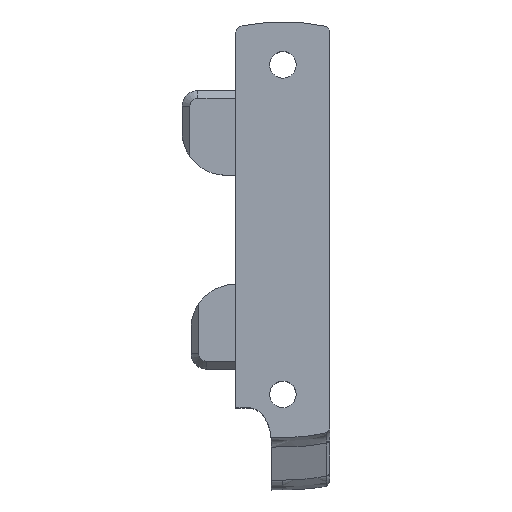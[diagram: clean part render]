
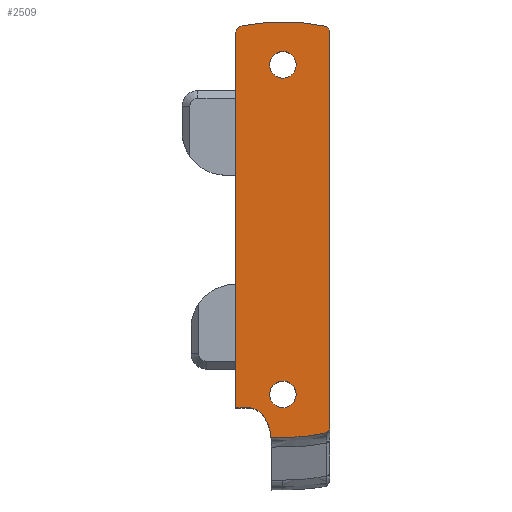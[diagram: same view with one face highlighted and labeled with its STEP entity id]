
A CAD part, top view. The second image highlights one B-rep face of the part: STEP entity #2509.
In plain terms, the highlighted planar face has unit normal (0, 0, 1).
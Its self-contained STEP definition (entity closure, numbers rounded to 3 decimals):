
#46=FACE_BOUND('',#383,.T.);
#47=FACE_BOUND('',#384,.T.);
#130=PLANE('',#2729);
#233=FACE_OUTER_BOUND('',#382,.T.);
#382=EDGE_LOOP('',(#2025,#2026,#2027,#2028,#2029,#2030,#2031,#2032,#2033,
#2034,#2035));
#383=EDGE_LOOP('',(#2036));
#384=EDGE_LOOP('',(#2037));
#487=CIRCLE('',#2665,5.);
#493=CIRCLE('',#2673,5.);
#500=CIRCLE('',#2683,2.5);
#501=CIRCLE('',#2687,26.5);
#513=CIRCLE('',#2730,26.5);
#514=CIRCLE('',#2731,1.);
#515=CIRCLE('',#2732,1.7);
#516=CIRCLE('',#2733,1.7);
#590=LINE('',#3663,#823);
#663=LINE('',#4068,#896);
#666=LINE('',#4081,#899);
#702=LINE('',#4551,#935);
#703=LINE('',#4553,#936);
#823=VECTOR('',#2933,10.);
#896=VECTOR('',#3146,10.);
#899=VECTOR('',#3163,10.);
#935=VECTOR('',#3237,10.);
#936=VECTOR('',#3238,10.);
#1080=VERTEX_POINT('',#3660);
#1081=VERTEX_POINT('',#3662);
#1134=VERTEX_POINT('',#3815);
#1135=VERTEX_POINT('',#3817);
#1149=VERTEX_POINT('',#3907);
#1163=VERTEX_POINT('',#3962);
#1169=VERTEX_POINT('',#4012);
#1181=VERTEX_POINT('',#4080);
#1212=VERTEX_POINT('',#4550);
#1213=VERTEX_POINT('',#4552);
#1214=VERTEX_POINT('',#4554);
#1215=VERTEX_POINT('',#4557);
#1216=VERTEX_POINT('',#4559);
#1325=EDGE_CURVE('',#1081,#1080,#590,.T.);
#1394=EDGE_CURVE('',#1135,#1134,#487,.F.);
#1410=EDGE_CURVE('',#1135,#1149,#493,.T.);
#1427=EDGE_CURVE('',#1149,#1163,#500,.T.);
#1436=EDGE_CURVE('',#1134,#1169,#501,.T.);
#1454=EDGE_CURVE('',#1163,#1080,#663,.T.);
#1459=EDGE_CURVE('',#1181,#1169,#666,.T.);
#1515=EDGE_CURVE('',#1212,#1181,#702,.T.);
#1516=EDGE_CURVE('',#1213,#1212,#703,.T.);
#1517=EDGE_CURVE('',#1214,#1213,#513,.T.);
#1518=EDGE_CURVE('',#1081,#1214,#514,.T.);
#1519=EDGE_CURVE('',#1215,#1215,#515,.T.);
#1520=EDGE_CURVE('',#1216,#1216,#516,.T.);
#2025=ORIENTED_EDGE('',*,*,#1436,.T.);
#2026=ORIENTED_EDGE('',*,*,#1459,.F.);
#2027=ORIENTED_EDGE('',*,*,#1515,.F.);
#2028=ORIENTED_EDGE('',*,*,#1516,.F.);
#2029=ORIENTED_EDGE('',*,*,#1517,.F.);
#2030=ORIENTED_EDGE('',*,*,#1518,.F.);
#2031=ORIENTED_EDGE('',*,*,#1325,.T.);
#2032=ORIENTED_EDGE('',*,*,#1454,.F.);
#2033=ORIENTED_EDGE('',*,*,#1427,.F.);
#2034=ORIENTED_EDGE('',*,*,#1410,.F.);
#2035=ORIENTED_EDGE('',*,*,#1394,.T.);
#2036=ORIENTED_EDGE('',*,*,#1519,.F.);
#2037=ORIENTED_EDGE('',*,*,#1520,.T.);
#2509=ADVANCED_FACE('',(#233,#46,#47),#130,.T.);
#2665=AXIS2_PLACEMENT_3D('',#3818,#3044,#3045);
#2673=AXIS2_PLACEMENT_3D('',#3908,#3066,#3067);
#2683=AXIS2_PLACEMENT_3D('',#3963,#3093,#3094);
#2687=AXIS2_PLACEMENT_3D('',#4014,#3104,#3105);
#2729=AXIS2_PLACEMENT_3D('',#4549,#3235,#3236);
#2730=AXIS2_PLACEMENT_3D('',#4555,#3239,#3240);
#2731=AXIS2_PLACEMENT_3D('',#4556,#3241,#3242);
#2732=AXIS2_PLACEMENT_3D('',#4558,#3243,#3244);
#2733=AXIS2_PLACEMENT_3D('',#4560,#3245,#3246);
#2933=DIRECTION('',(0.,-1.,0.));
#3044=DIRECTION('center_axis',(0.,0.,1.));
#3045=DIRECTION('ref_axis',(0.967,0.254,0.));
#3066=DIRECTION('center_axis',(0.,0.,-1.));
#3067=DIRECTION('ref_axis',(-0.894,-0.447,0.));
#3093=DIRECTION('center_axis',(0.,0.,1.));
#3094=DIRECTION('ref_axis',(0.707,0.707,0.));
#3104=DIRECTION('center_axis',(0.,0.,1.));
#3105=DIRECTION('ref_axis',(-1.,0.,0.));
#3146=DIRECTION('',(-1.,0.,0.));
#3163=DIRECTION('',(-0.625,-0.781,0.));
#3235=DIRECTION('center_axis',(0.,0.,1.));
#3236=DIRECTION('ref_axis',(0.,-1.,0.));
#3237=DIRECTION('',(0.,-1.,0.));
#3238=DIRECTION('',(0.625,-0.781,0.));
#3239=DIRECTION('center_axis',(0.,0.,-1.));
#3240=DIRECTION('ref_axis',(-1.,0.,0.));
#3241=DIRECTION('center_axis',(0.,0.,-1.));
#3242=DIRECTION('ref_axis',(-0.773,0.634,0.));
#3243=DIRECTION('center_axis',(0.,0.,1.));
#3244=DIRECTION('ref_axis',(-1.,0.,0.));
#3245=DIRECTION('center_axis',(0.,0.,-1.));
#3246=DIRECTION('ref_axis',(-1.,0.,0.));
#3660=CARTESIAN_POINT('',(13.578,-93.541,93.));
#3662=CARTESIAN_POINT('',(13.578,-45.836,93.));
#3663=CARTESIAN_POINT('',(13.578,-84.591,93.));
#3815=CARTESIAN_POINT('',(18.068,-97.298,93.));
#3817=CARTESIAN_POINT('',(17.432,-95.145,93.));
#3818=CARTESIAN_POINT('Origin',(13.078,-97.603,93.));
#3907=CARTESIAN_POINT('',(17.314,-94.923,93.));
#3908=CARTESIAN_POINT('Origin',(21.786,-92.688,93.));
#3962=CARTESIAN_POINT('',(15.078,-93.541,93.));
#3963=CARTESIAN_POINT('Origin',(15.078,-96.041,93.));
#4012=CARTESIAN_POINT('',(25.188,-96.741,93.));
#4014=CARTESIAN_POINT('Origin',(19.578,-70.841,93.));
#4068=CARTESIAN_POINT('',(15.18,-93.541,93.));
#4080=CARTESIAN_POINT('',(25.578,-96.253,93.));
#4081=CARTESIAN_POINT('',(36.044,-83.177,93.));
#4549=CARTESIAN_POINT('Origin',(13.578,-43.341,93.));
#4550=CARTESIAN_POINT('',(25.578,-45.43,93.));
#4551=CARTESIAN_POINT('',(25.578,-63.966,93.));
#4552=CARTESIAN_POINT('',(25.188,-44.942,93.));
#4553=CARTESIAN_POINT('',(22.628,-41.744,93.));
#4554=CARTESIAN_POINT('',(14.382,-44.856,93.));
#4555=CARTESIAN_POINT('Origin',(19.578,-70.841,93.));
#4556=CARTESIAN_POINT('Origin',(14.578,-45.836,93.));
#4557=CARTESIAN_POINT('',(21.278,-49.841,93.));
#4558=CARTESIAN_POINT('Origin',(19.578,-49.841,93.));
#4559=CARTESIAN_POINT('',(21.278,-91.841,93.));
#4560=CARTESIAN_POINT('Origin',(19.578,-91.841,93.));
